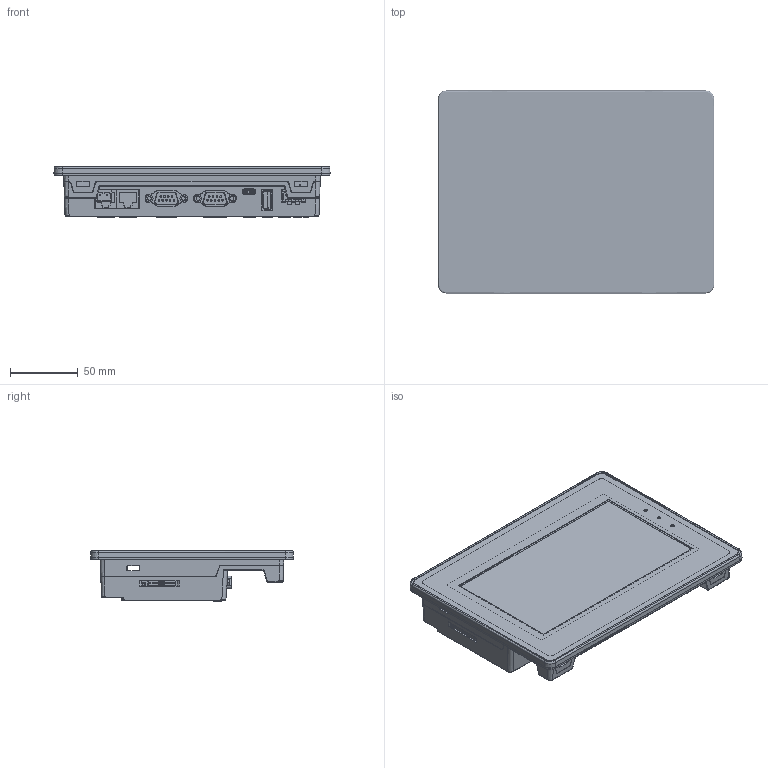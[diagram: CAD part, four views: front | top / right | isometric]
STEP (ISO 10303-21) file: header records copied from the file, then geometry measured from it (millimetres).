
FILE_DESCRIPTION((''),'2;1');
FILE_NAME('ASM0001_ASM','2023-07-12T',('RD0043'),(''),'PRO/ENGINEER BY PARAMETRIC TECHNOLOGY CORPORATION, 2013050','PRO/ENGINEER BY PARAMETRIC TECHNOLOGY CORPORATION, 2013050','');
FILE_SCHEMA(('AUTOMOTIVE_DESIGN { 1 0 10303 214 1 1 1 1 }'));
Products named in the file (2): 1_ASM_7_ASM; ASM0001_ASM
Assembly tree (1 placements, depth 2):
  ASM0001_ASM
    1_ASM_7_ASM
Bounding box: 204 x 150 x 37.5 mm (x, y, z)
Surface area: 137721.7 mm2 (no closed solid volume)
Topology: 0 solids, 0 shells, 2592 faces, 13399 edges, 13381 vertices
Faces by surface type: bspline 2574, torus 14, sphere 4
Entity records: 279562 total; most frequent: CARTESIAN_POINT 145689, DIRECTION 19312, TRIMMED_CURVE 18566, VECTOR 17864, LINE 17864, DEFINITIONAL_REPRESENTATION 13367, PCURVE 13367, COMPOSITE_CURVE_SEGMENT 13367
